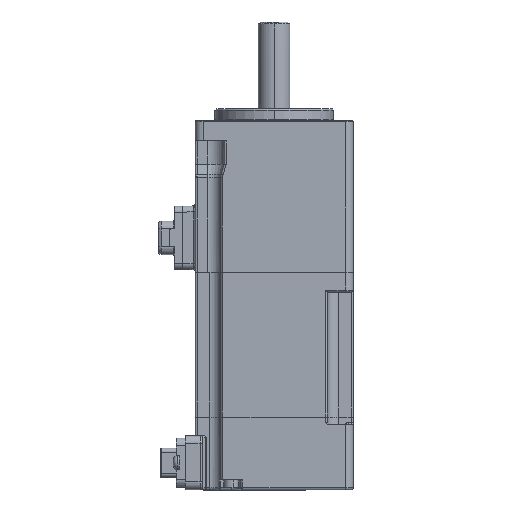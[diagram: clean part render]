
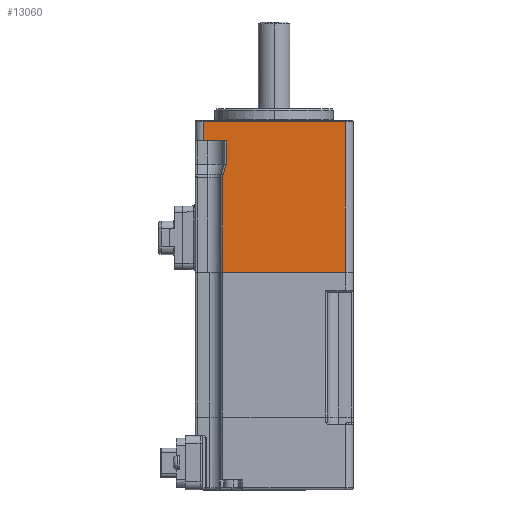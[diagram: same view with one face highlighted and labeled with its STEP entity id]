
A CAD part, top view. The second image highlights one B-rep face of the part: STEP entity #13060.
In plain terms, the highlighted planar face has unit normal (0, 0, 1).
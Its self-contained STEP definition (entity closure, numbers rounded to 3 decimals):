
#349 = CARTESIAN_POINT ( 'NONE',  ( -10.5, 24., 20. ) ) ;
#487 = LINE ( 'NONE', #8395, #718 ) ;
#718 = VECTOR ( 'NONE', #3226, 1000. ) ;
#913 = ORIENTED_EDGE ( 'NONE', *, *, #22892, .T. ) ;
#1906 = ORIENTED_EDGE ( 'NONE', *, *, #16513, .T. ) ;
#2034 = VECTOR ( 'NONE', #17279, 1000. ) ;
#2823 = EDGE_CURVE ( 'NONE', #21388, #31130, #487, .T. ) ;
#3226 = DIRECTION ( 'NONE',  ( 0., -1., 0. ) ) ;
#4804 = CARTESIAN_POINT ( 'NONE',  ( -13., 24., 20. ) ) ;
#4847 = DIRECTION ( 'NONE',  ( 0., 0., 1. ) ) ;
#4939 = FACE_OUTER_BOUND ( 'NONE', #28097, .T. ) ;
#5016 = ORIENTED_EDGE ( 'NONE', *, *, #6389, .T. ) ;
#6044 = DIRECTION ( 'NONE',  ( 1., 0., 0. ) ) ;
#6182 = DIRECTION ( 'NONE',  ( 0., -1., 0. ) ) ;
#6389 = EDGE_CURVE ( 'NONE', #7360, #21719, #24712, .T. ) ;
#6609 = CARTESIAN_POINT ( 'NONE',  ( -18., 41.4, 20. ) ) ;
#7209 = CARTESIAN_POINT ( 'NONE',  ( -18.14, 33.368, 20. ) ) ;
#7360 = VERTEX_POINT ( 'NONE', #28457 ) ;
#7465 = CARTESIAN_POINT ( 'NONE',  ( -12.907, 24.674, 20. ) ) ;
#7890 = DIRECTION ( 'NONE',  ( -1., 0., 0. ) ) ;
#8024 = AXIS2_PLACEMENT_3D ( 'NONE', #349, #4847, #28551 ) ;
#8169 = VERTEX_POINT ( 'NONE', #27271 ) ;
#8272 = LINE ( 'NONE', #18817, #20338 ) ;
#8395 = CARTESIAN_POINT ( 'NONE',  ( -13., 41.4, 20. ) ) ;
#9284 = EDGE_CURVE ( 'NONE', #15655, #8169, #21983, .T. ) ;
#9903 = VERTEX_POINT ( 'NONE', #28001 ) ;
#10030 = ORIENTED_EDGE ( 'NONE', *, *, #33631, .T. ) ;
#10130 = DIRECTION ( 'NONE',  ( -1., 0., 0. ) ) ;
#10813 = ORIENTED_EDGE ( 'NONE', *, *, #2823, .T. ) ;
#12719 = DIRECTION ( 'NONE',  ( 0., 0., -1. ) ) ;
#13060 = ADVANCED_FACE ( 'NONE', ( #4939 ), #25833, .F. ) ;
#13870 = DIRECTION ( 'NONE',  ( 0., -1., 0. ) ) ;
#14675 = LINE ( 'NONE', #7209, #17807 ) ;
#15101 = VECTOR ( 'NONE', #6182, 1000. ) ;
#15235 = CIRCLE ( 'NONE', #8024, 2.5 ) ;
#15655 = VERTEX_POINT ( 'NONE', #28279 ) ;
#15688 = LINE ( 'NONE', #28680, #34034 ) ;
#15997 = CARTESIAN_POINT ( 'NONE',  ( -13., 0., 20. ) ) ;
#16397 = LINE ( 'NONE', #26918, #26609 ) ;
#16481 = ORIENTED_EDGE ( 'NONE', *, *, #26085, .T. ) ;
#16513 = EDGE_CURVE ( 'NONE', #8169, #27754, #14675, .T. ) ;
#17279 = DIRECTION ( 'NONE',  ( -0.27, -0.963, 0. ) ) ;
#17593 = DIRECTION ( 'NONE',  ( 1., -0.017, 0. ) ) ;
#17680 = ORIENTED_EDGE ( 'NONE', *, *, #18890, .T. ) ;
#17807 = VECTOR ( 'NONE', #17593, 1000. ) ;
#18351 = VECTOR ( 'NONE', #13870, 1000. ) ;
#18817 = CARTESIAN_POINT ( 'NONE',  ( -18., 0., 20. ) ) ;
#18890 = EDGE_CURVE ( 'NONE', #19046, #15655, #15688, .T. ) ;
#19046 = VERTEX_POINT ( 'NONE', #31771 ) ;
#19466 = CARTESIAN_POINT ( 'NONE',  ( -12.163, 33.263, 20. ) ) ;
#20338 = VECTOR ( 'NONE', #6044, 1000. ) ;
#20780 = AXIS2_PLACEMENT_3D ( 'NONE', #28297, #12719, #10130 ) ;
#21049 = ORIENTED_EDGE ( 'NONE', *, *, #9284, .T. ) ;
#21261 = CARTESIAN_POINT ( 'NONE',  ( 18., 41.4, 20. ) ) ;
#21388 = VERTEX_POINT ( 'NONE', #4804 ) ;
#21719 = VERTEX_POINT ( 'NONE', #7465 ) ;
#21983 = LINE ( 'NONE', #6609, #18351 ) ;
#22100 = CARTESIAN_POINT ( 'NONE',  ( -8.935, 38.862, 20. ) ) ;
#22241 = LINE ( 'NONE', #21261, #15101 ) ;
#22892 = EDGE_CURVE ( 'NONE', #31130, #9903, #8272, .T. ) ;
#24712 = LINE ( 'NONE', #22100, #2034 ) ;
#25833 = PLANE ( 'NONE',  #20780 ) ;
#26085 = EDGE_CURVE ( 'NONE', #27754, #7360, #16397, .T. ) ;
#26609 = VECTOR ( 'NONE', #32468, 1000. ) ;
#26918 = CARTESIAN_POINT ( 'NONE',  ( -12.163, 25.546, 20. ) ) ;
#27271 = CARTESIAN_POINT ( 'NONE',  ( -18., 33.365, 20. ) ) ;
#27754 = VERTEX_POINT ( 'NONE', #19466 ) ;
#28001 = CARTESIAN_POINT ( 'NONE',  ( 18., 0., 20. ) ) ;
#28097 = EDGE_LOOP ( 'NONE', ( #29289, #17680, #21049, #1906, #16481, #5016, #10030, #10813, #913 ) ) ;
#28279 = CARTESIAN_POINT ( 'NONE',  ( -18., 38.2, 20. ) ) ;
#28297 = CARTESIAN_POINT ( 'NONE',  ( -18., 41.4, 20. ) ) ;
#28457 = CARTESIAN_POINT ( 'NONE',  ( -12.163, 27.331, 20. ) ) ;
#28551 = DIRECTION ( 'NONE',  ( -1., 0., 0. ) ) ;
#28680 = CARTESIAN_POINT ( 'NONE',  ( -18., 38.2, 20. ) ) ;
#29289 = ORIENTED_EDGE ( 'NONE', *, *, #32224, .F. ) ;
#31130 = VERTEX_POINT ( 'NONE', #15997 ) ;
#31771 = CARTESIAN_POINT ( 'NONE',  ( 18., 38.2, 20. ) ) ;
#32224 = EDGE_CURVE ( 'NONE', #19046, #9903, #22241, .T. ) ;
#32468 = DIRECTION ( 'NONE',  ( 0., -1., 0. ) ) ;
#33631 = EDGE_CURVE ( 'NONE', #21719, #21388, #15235, .T. ) ;
#34034 = VECTOR ( 'NONE', #7890, 1000. ) ;
